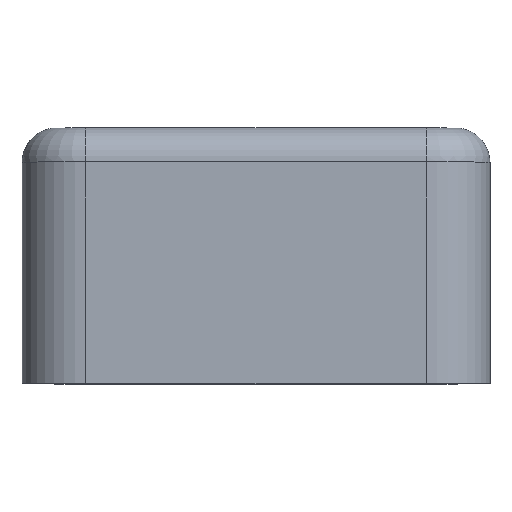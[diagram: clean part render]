
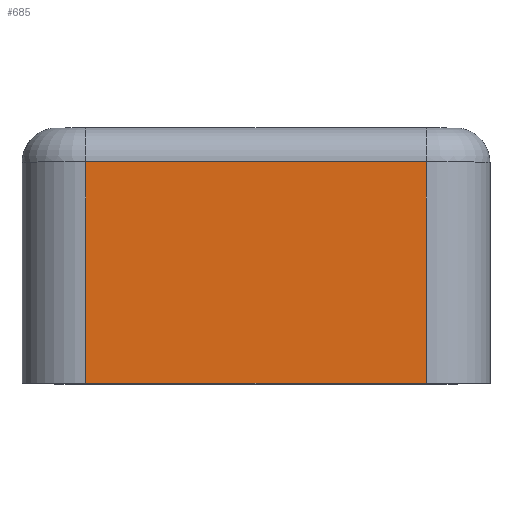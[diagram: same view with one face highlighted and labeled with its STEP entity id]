
A CAD part, top view. The second image highlights one B-rep face of the part: STEP entity #685.
In plain terms, the highlighted planar face has unit normal (0, 0, 1).
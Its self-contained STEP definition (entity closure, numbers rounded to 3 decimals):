
#32 = CARTESIAN_POINT ( 'NONE',  ( -4., 0., 5.5 ) ) ;
#47 = CARTESIAN_POINT ( 'NONE',  ( 4., -6., 5.5 ) ) ;
#111 = EDGE_LOOP ( 'NONE', ( #444, #308, #1624, #2157 ) ) ;
#163 = DIRECTION ( 'NONE',  ( 0., 0., 1. ) ) ;
#300 = EDGE_CURVE ( 'NONE', #1219, #1704, #1939, .T. ) ;
#308 = ORIENTED_EDGE ( 'NONE', *, *, #1399, .F. ) ;
#341 = LINE ( 'NONE', #1800, #2167 ) ;
#398 = VERTEX_POINT ( 'NONE', #47 ) ;
#405 = FACE_OUTER_BOUND ( 'NONE', #111, .T. ) ;
#444 = ORIENTED_EDGE ( 'NONE', *, *, #860, .T. ) ;
#458 = EDGE_CURVE ( 'NONE', #1219, #1731, #1157, .T. ) ;
#673 = VECTOR ( 'NONE', #778, 1000. ) ;
#685 = ADVANCED_FACE ( 'NONE', ( #405 ), #2131, .T. ) ;
#749 = DIRECTION ( 'NONE',  ( 1., 0., 0. ) ) ;
#778 = DIRECTION ( 'NONE',  ( 1., 0., 0. ) ) ;
#830 = CARTESIAN_POINT ( 'NONE',  ( -4., -6., 5.5 ) ) ;
#849 = VECTOR ( 'NONE', #1279, 1000. ) ;
#860 = EDGE_CURVE ( 'NONE', #1704, #398, #341, .T. ) ;
#1117 = AXIS2_PLACEMENT_3D ( 'NONE', #1621, #163, #1793 ) ;
#1157 = LINE ( 'NONE', #1834, #673 ) ;
#1219 = VERTEX_POINT ( 'NONE', #1265 ) ;
#1265 = CARTESIAN_POINT ( 'NONE',  ( -4., -0.8, 5.5 ) ) ;
#1279 = DIRECTION ( 'NONE',  ( 0., -1., 0. ) ) ;
#1351 = CARTESIAN_POINT ( 'NONE',  ( 4., -0.8, 5.5 ) ) ;
#1399 = EDGE_CURVE ( 'NONE', #1731, #398, #1903, .T. ) ;
#1621 = CARTESIAN_POINT ( 'NONE',  ( -4., 0., 5.5 ) ) ;
#1624 = ORIENTED_EDGE ( 'NONE', *, *, #458, .F. ) ;
#1704 = VERTEX_POINT ( 'NONE', #830 ) ;
#1726 = DIRECTION ( 'NONE',  ( 0., -1., 0. ) ) ;
#1731 = VERTEX_POINT ( 'NONE', #1351 ) ;
#1793 = DIRECTION ( 'NONE',  ( 0., -1., 0. ) ) ;
#1800 = CARTESIAN_POINT ( 'NONE',  ( -4., -6., 5.5 ) ) ;
#1834 = CARTESIAN_POINT ( 'NONE',  ( -4., -0.8, 5.5 ) ) ;
#1903 = LINE ( 'NONE', #2037, #2066 ) ;
#1939 = LINE ( 'NONE', #32, #849 ) ;
#2037 = CARTESIAN_POINT ( 'NONE',  ( 4., 0., 5.5 ) ) ;
#2066 = VECTOR ( 'NONE', #1726, 1000. ) ;
#2131 = PLANE ( 'NONE',  #1117 ) ;
#2157 = ORIENTED_EDGE ( 'NONE', *, *, #300, .T. ) ;
#2167 = VECTOR ( 'NONE', #749, 1000. ) ;
